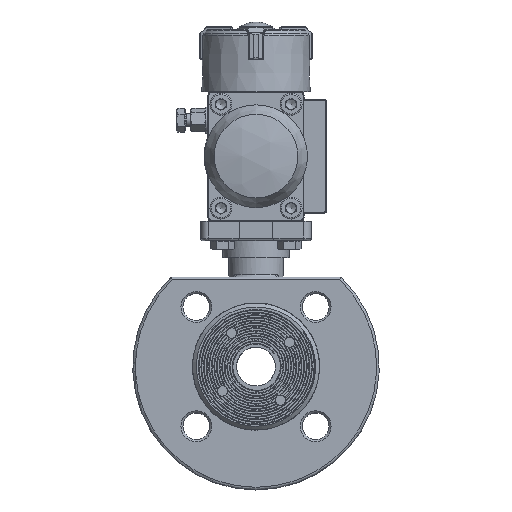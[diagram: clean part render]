
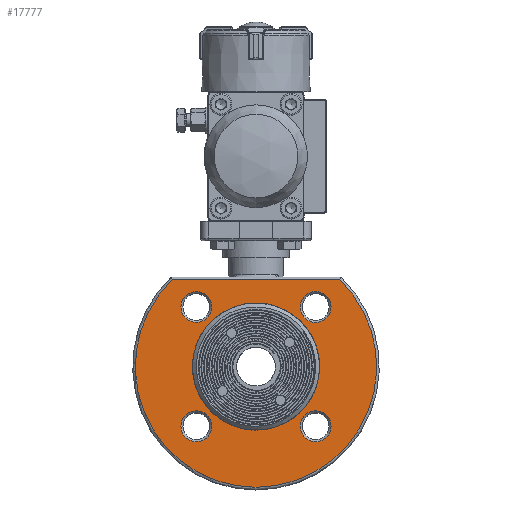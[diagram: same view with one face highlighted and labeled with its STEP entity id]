
A CAD part, top view. The second image highlights one B-rep face of the part: STEP entity #17777.
In plain terms, the highlighted planar face has unit normal (0, 0, 1).
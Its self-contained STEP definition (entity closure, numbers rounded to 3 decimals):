
#1078=LINE('',#35891,#2267);
#2267=VECTOR('',#21817,1000.);
#3333=PLANE('',#19488);
#3911=CIRCLE('',#19489,5.95);
#3912=CIRCLE('',#19490,5.95);
#3913=CIRCLE('',#19491,5.95);
#3914=CIRCLE('',#19492,5.95);
#3915=CIRCLE('',#19493,24.5);
#3916=CIRCLE('',#19494,46.5);
#6023=ORIENTED_EDGE('',*,*,#10350,.T.);
#6024=ORIENTED_EDGE('',*,*,#10351,.T.);
#6025=ORIENTED_EDGE('',*,*,#10352,.T.);
#6026=ORIENTED_EDGE('',*,*,#10353,.T.);
#6027=ORIENTED_EDGE('',*,*,#10354,.F.);
#6028=ORIENTED_EDGE('',*,*,#10355,.T.);
#6029=ORIENTED_EDGE('',*,*,#10135,.T.);
#10135=EDGE_CURVE('',#12445,#12444,#1078,.T.);
#10350=EDGE_CURVE('',#12583,#12583,#3911,.T.);
#10351=EDGE_CURVE('',#12584,#12584,#3912,.T.);
#10352=EDGE_CURVE('',#12585,#12585,#3913,.T.);
#10353=EDGE_CURVE('',#12586,#12586,#3914,.T.);
#10354=EDGE_CURVE('',#12587,#12587,#3915,.T.);
#10355=EDGE_CURVE('',#12444,#12445,#3916,.T.);
#12444=VERTEX_POINT('',#35890);
#12445=VERTEX_POINT('',#35892);
#12583=VERTEX_POINT('',#43700);
#12584=VERTEX_POINT('',#43702);
#12585=VERTEX_POINT('',#43704);
#12586=VERTEX_POINT('',#43706);
#12587=VERTEX_POINT('',#43708);
#14660=EDGE_LOOP('',(#6023));
#14661=EDGE_LOOP('',(#6024));
#14662=EDGE_LOOP('',(#6025));
#14663=EDGE_LOOP('',(#6026));
#14664=EDGE_LOOP('',(#6027));
#14665=EDGE_LOOP('',(#6028,#6029));
#16220=FACE_BOUND('',#14660,.T.);
#16221=FACE_BOUND('',#14661,.T.);
#16222=FACE_BOUND('',#14662,.T.);
#16223=FACE_BOUND('',#14663,.T.);
#16224=FACE_BOUND('',#14664,.T.);
#16225=FACE_BOUND('',#14665,.T.);
#17777=ADVANCED_FACE('',(#16220,#16221,#16222,#16223,#16224,#16225),#3333,
 .T.);
#19488=AXIS2_PLACEMENT_3D('',#43698,#22204,#22205);
#19489=AXIS2_PLACEMENT_3D('',#43699,#22206,#22207);
#19490=AXIS2_PLACEMENT_3D('',#43701,#22208,#22209);
#19491=AXIS2_PLACEMENT_3D('',#43703,#22210,#22211);
#19492=AXIS2_PLACEMENT_3D('',#43705,#22212,#22213);
#19493=AXIS2_PLACEMENT_3D('',#43707,#22214,#22215);
#19494=AXIS2_PLACEMENT_3D('',#43709,#22216,#22217);
#21817=DIRECTION('',(-1.,0.,0.));
#22204=DIRECTION('',(0.,0.,1.));
#22205=DIRECTION('',(1.,0.,0.));
#22206=DIRECTION('',(0.,0.,-1.));
#22207=DIRECTION('',(1.,0.,0.));
#22208=DIRECTION('',(0.,0.,-1.));
#22209=DIRECTION('',(1.,0.,0.));
#22210=DIRECTION('',(0.,0.,-1.));
#22211=DIRECTION('',(1.,0.,0.));
#22212=DIRECTION('',(0.,0.,-1.));
#22213=DIRECTION('',(1.,0.,0.));
#22214=DIRECTION('',(0.,0.,1.));
#22215=DIRECTION('',(1.,0.,0.));
#22216=DIRECTION('',(0.,0.,1.));
#22217=DIRECTION('',(1.,0.,0.));
#35890=CARTESIAN_POINT('',(-32.249,33.5,16.));
#35891=CARTESIAN_POINT('',(-32.65,33.5,16.));
#35892=CARTESIAN_POINT('',(32.249,33.5,16.));
#43698=CARTESIAN_POINT('',(0.,0.,16.));
#43699=CARTESIAN_POINT('',(-22.981,22.981,16.));
#43700=CARTESIAN_POINT('',(-17.031,22.981,16.));
#43701=CARTESIAN_POINT('',(22.981,22.981,16.));
#43702=CARTESIAN_POINT('',(28.931,22.981,16.));
#43703=CARTESIAN_POINT('',(-22.981,-22.981,16.));
#43704=CARTESIAN_POINT('',(-17.031,-22.981,16.));
#43705=CARTESIAN_POINT('',(22.981,-22.981,16.));
#43706=CARTESIAN_POINT('',(28.931,-22.981,16.));
#43707=CARTESIAN_POINT('',(0.,0.,16.));
#43708=CARTESIAN_POINT('',(24.5,0.,16.));
#43709=CARTESIAN_POINT('',(0.,0.,16.));
